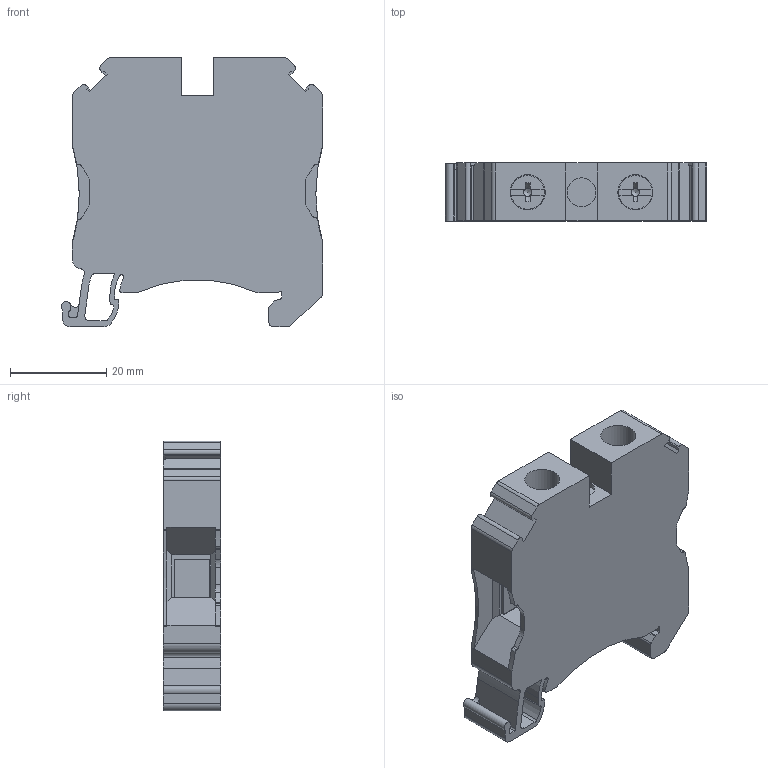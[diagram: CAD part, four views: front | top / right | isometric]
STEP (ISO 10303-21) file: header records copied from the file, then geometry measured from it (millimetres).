
FILE_DESCRIPTION(/* description */ ('Unknown'),/* implementation_level */ '2;1');
FILE_NAME(/* name */ 'TQC25_SOLID',/* time_stamp */ '2024-09-18T13:59:21+05:00',/* author */ ('Unknown'),/* organization */ ('Unknown'),/* preprocessor_version */ 'ST-DEVELOPER v16.7',/* originating_system */ 'Solid Edge',/* authorisation */ 'Unknown');
FILE_SCHEMA (('AUTOMOTIVE_DESIGN {1 0 10303 214 3 1 1}'));
Length unit declared in the file: millimetre
Products named in the file (1): TQC25_SOLID
Bounding box: 54.3 x 12 x 56 mm (x, y, z)
Volume: 24840 mm3; surface area: 10150.5 mm2
Topology: 1 solids, 1 shells, 223 faces, 632 edges, 416 vertices
Faces by surface type: plane 127, cylinder 88, cone 6, torus 2
Full cylindrical faces by diameter (mm): 6 x1, 7 x2, 7.3 x2
Entity records: 8759 total; most frequent: CARTESIAN_POINT 1281, DIRECTION 1254, ORIENTED_EDGE 1232, EDGE_CURVE 616, AXIS2_PLACEMENT_3D 424, VERTEX_POINT 411, LINE 406, VECTOR 406
